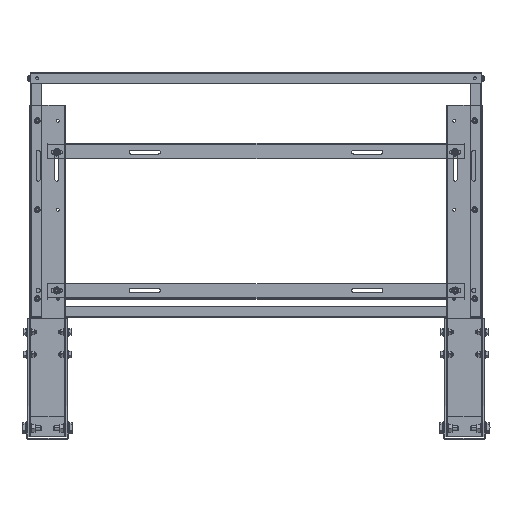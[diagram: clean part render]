
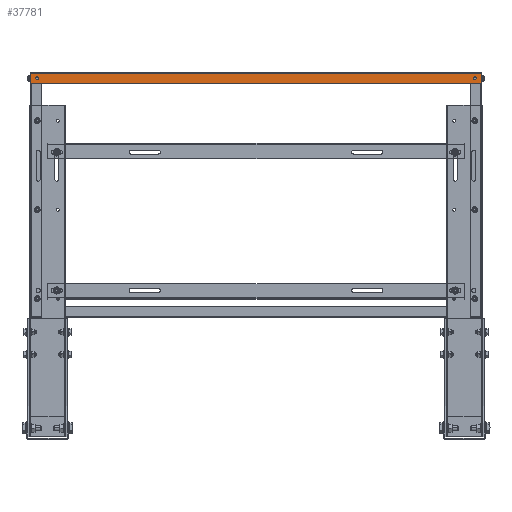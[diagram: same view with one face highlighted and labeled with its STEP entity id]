
A CAD part, front view. The second image highlights one B-rep face of the part: STEP entity #37781.
In plain terms, the highlighted planar face has unit normal (0, -1, 0).
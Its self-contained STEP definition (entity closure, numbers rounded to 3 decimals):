
#458 = CARTESIAN_POINT ( 'NONE',  ( 491.5, -350., -16.25 ) ) ;
#1218 = VERTEX_POINT ( 'NONE', #2071 ) ;
#1241 = VERTEX_POINT ( 'NONE', #15414 ) ;
#2071 = CARTESIAN_POINT ( 'NONE',  ( 507.5, -350., -2.182 ) ) ;
#2647 = ORIENTED_EDGE ( 'NONE', *, *, #67753, .T. ) ;
#2670 = CIRCLE ( 'NONE', #62711, 1.6 ) ;
#2794 = DIRECTION ( 'NONE',  ( 0., -1., 0. ) ) ;
#6295 = VERTEX_POINT ( 'NONE', #14495 ) ;
#7396 = CARTESIAN_POINT ( 'NONE',  ( -491.5, -350., -9.75 ) ) ;
#7893 = AXIS2_PLACEMENT_3D ( 'NONE', #73342, #79205, #34945 ) ;
#8759 = VERTEX_POINT ( 'NONE', #458 ) ;
#10205 = ORIENTED_EDGE ( 'NONE', *, *, #30426, .T. ) ;
#10287 = DIRECTION ( 'NONE',  ( -1., 0., 0. ) ) ;
#11098 = DIRECTION ( 'NONE',  ( 0., 1., 0. ) ) ;
#11446 = EDGE_CURVE ( 'NONE', #33168, #8759, #17274, .T. ) ;
#11482 = ORIENTED_EDGE ( 'NONE', *, *, #56643, .F. ) ;
#11929 = EDGE_CURVE ( 'NONE', #6295, #33981, #54077, .T. ) ;
#12229 = LINE ( 'NONE', #44816, #66489 ) ;
#12983 = ORIENTED_EDGE ( 'NONE', *, *, #41153, .F. ) ;
#14495 = CARTESIAN_POINT ( 'NONE',  ( 505.439, -350., -2. ) ) ;
#15173 = DIRECTION ( 'NONE',  ( -1., 0., 0. ) ) ;
#15414 = CARTESIAN_POINT ( 'NONE',  ( -507.5, -350., -2.182 ) ) ;
#15986 = DIRECTION ( 'NONE',  ( 0., -1., 0. ) ) ;
#16835 = CARTESIAN_POINT ( 'NONE',  ( 0., -350., -2. ) ) ;
#17274 = CIRCLE ( 'NONE', #7893, 3.25 ) ;
#18090 = AXIS2_PLACEMENT_3D ( 'NONE', #37835, #11098, #68734 ) ;
#19164 = ORIENTED_EDGE ( 'NONE', *, *, #27996, .T. ) ;
#21476 = CARTESIAN_POINT ( 'NONE',  ( -507.5, -350., -25. ) ) ;
#22942 = CARTESIAN_POINT ( 'NONE',  ( -491.5, -350., -13. ) ) ;
#23879 = AXIS2_PLACEMENT_3D ( 'NONE', #53348, #2794, #60434 ) ;
#23899 = CARTESIAN_POINT ( 'NONE',  ( -491.5, -350., -16.25 ) ) ;
#23959 = VECTOR ( 'NONE', #28585, 1000. ) ;
#24040 = DIRECTION ( 'NONE',  ( 0., 0., -1. ) ) ;
#25057 = VERTEX_POINT ( 'NONE', #65936 ) ;
#26050 = VECTOR ( 'NONE', #50954, 1000. ) ;
#27764 = VERTEX_POINT ( 'NONE', #7396 ) ;
#27996 = EDGE_CURVE ( 'NONE', #8759, #33168, #75437, .T. ) ;
#28585 = DIRECTION ( 'NONE',  ( 1., 0., 0. ) ) ;
#28713 = CARTESIAN_POINT ( 'NONE',  ( -505.5, -350., -25. ) ) ;
#29323 = EDGE_LOOP ( 'NONE', ( #65860, #19164 ) ) ;
#29623 = DIRECTION ( 'NONE',  ( 0., 1., 0. ) ) ;
#30034 = DIRECTION ( 'NONE',  ( 0., 0., 1. ) ) ;
#30426 = EDGE_CURVE ( 'NONE', #27764, #49469, #44793, .T. ) ;
#33168 = VERTEX_POINT ( 'NONE', #54423 ) ;
#33746 = CARTESIAN_POINT ( 'NONE',  ( 507.5, -350., -25. ) ) ;
#33981 = VERTEX_POINT ( 'NONE', #72154 ) ;
#34669 = DIRECTION ( 'NONE',  ( 0., 1., 0. ) ) ;
#34945 = DIRECTION ( 'NONE',  ( 0., 0., -1. ) ) ;
#34972 = CARTESIAN_POINT ( 'NONE',  ( -505.531, -350., -2. ) ) ;
#35643 = CARTESIAN_POINT ( 'NONE',  ( -507.5, -350., -2. ) ) ;
#37387 = PLANE ( 'NONE',  #74663 ) ;
#37781 = ADVANCED_FACE ( 'NONE', ( #75393, #81238, #43249 ), #37387, .T. ) ;
#37835 = CARTESIAN_POINT ( 'NONE',  ( 491.5, -350., -13. ) ) ;
#38000 = VERTEX_POINT ( 'NONE', #21476 ) ;
#38545 = DIRECTION ( 'NONE',  ( 0., 0., -1. ) ) ;
#40000 = DIRECTION ( 'NONE',  ( -1., 0., 0. ) ) ;
#40399 = ORIENTED_EDGE ( 'NONE', *, *, #57215, .F. ) ;
#41068 = ORIENTED_EDGE ( 'NONE', *, *, #67002, .T. ) ;
#41153 = EDGE_CURVE ( 'NONE', #1241, #47615, #2670, .T. ) ;
#42459 = CIRCLE ( 'NONE', #59621, 3.25 ) ;
#43249 = FACE_BOUND ( 'NONE', #29323, .T. ) ;
#44793 = CIRCLE ( 'NONE', #66111, 3.25 ) ;
#44816 = CARTESIAN_POINT ( 'NONE',  ( 507.5, -350., -2. ) ) ;
#47609 = EDGE_CURVE ( 'NONE', #62044, #38000, #79228, .T. ) ;
#47615 = VERTEX_POINT ( 'NONE', #34972 ) ;
#49469 = VERTEX_POINT ( 'NONE', #23899 ) ;
#49866 = ORIENTED_EDGE ( 'NONE', *, *, #63485, .T. ) ;
#50954 = DIRECTION ( 'NONE',  ( 0., 0., -1. ) ) ;
#52778 = CARTESIAN_POINT ( 'NONE',  ( -506.631, -350., -0.838 ) ) ;
#53348 = CARTESIAN_POINT ( 'NONE',  ( 506.631, -350., -0.838 ) ) ;
#53617 = LINE ( 'NONE', #16835, #71694 ) ;
#54077 = LINE ( 'NONE', #54482, #23959 ) ;
#54423 = CARTESIAN_POINT ( 'NONE',  ( 491.5, -350., -9.75 ) ) ;
#54482 = CARTESIAN_POINT ( 'NONE',  ( 505.439, -350., -2. ) ) ;
#55412 = LINE ( 'NONE', #81677, #81207 ) ;
#56248 = ORIENTED_EDGE ( 'NONE', *, *, #11929, .F. ) ;
#56643 = EDGE_CURVE ( 'NONE', #1218, #62044, #12229, .T. ) ;
#57215 = EDGE_CURVE ( 'NONE', #33981, #1218, #71847, .T. ) ;
#57423 = EDGE_CURVE ( 'NONE', #25057, #47615, #55412, .T. ) ;
#59327 = DIRECTION ( 'NONE',  ( 0., 0., 1. ) ) ;
#59621 = AXIS2_PLACEMENT_3D ( 'NONE', #22942, #29623, #30034 ) ;
#60434 = DIRECTION ( 'NONE',  ( 0., 0., -1. ) ) ;
#62044 = VERTEX_POINT ( 'NONE', #33746 ) ;
#62634 = LINE ( 'NONE', #35643, #26050 ) ;
#62711 = AXIS2_PLACEMENT_3D ( 'NONE', #52778, #15986, #66525 ) ;
#63485 = EDGE_CURVE ( 'NONE', #1241, #38000, #62634, .T. ) ;
#63724 = EDGE_LOOP ( 'NONE', ( #10205, #41068 ) ) ;
#65610 = VECTOR ( 'NONE', #40000, 1000. ) ;
#65860 = ORIENTED_EDGE ( 'NONE', *, *, #11446, .T. ) ;
#65936 = CARTESIAN_POINT ( 'NONE',  ( -505.439, -350., -2. ) ) ;
#66111 = AXIS2_PLACEMENT_3D ( 'NONE', #78923, #34669, #59327 ) ;
#66489 = VECTOR ( 'NONE', #38545, 1000. ) ;
#66525 = DIRECTION ( 'NONE',  ( -1., 0., 0. ) ) ;
#67002 = EDGE_CURVE ( 'NONE', #49469, #27764, #42459, .T. ) ;
#67753 = EDGE_CURVE ( 'NONE', #6295, #25057, #53617, .T. ) ;
#68363 = EDGE_LOOP ( 'NONE', ( #12983, #49866, #68909, #11482, #40399, #56248, #2647, #80026 ) ) ;
#68714 = DIRECTION ( 'NONE',  ( 0., -1., 0. ) ) ;
#68734 = DIRECTION ( 'NONE',  ( 0., 0., -1. ) ) ;
#68909 = ORIENTED_EDGE ( 'NONE', *, *, #47609, .F. ) ;
#71694 = VECTOR ( 'NONE', #15173, 1000. ) ;
#71847 = CIRCLE ( 'NONE', #23879, 1.6 ) ;
#72154 = CARTESIAN_POINT ( 'NONE',  ( 505.531, -350., -2. ) ) ;
#73342 = CARTESIAN_POINT ( 'NONE',  ( 491.5, -350., -13. ) ) ;
#73756 = CARTESIAN_POINT ( 'NONE',  ( 0., -350., 0. ) ) ;
#74663 = AXIS2_PLACEMENT_3D ( 'NONE', #73756, #68714, #24040 ) ;
#75393 = FACE_OUTER_BOUND ( 'NONE', #68363, .T. ) ;
#75437 = CIRCLE ( 'NONE', #18090, 3.25 ) ;
#78923 = CARTESIAN_POINT ( 'NONE',  ( -491.5, -350., -13. ) ) ;
#79205 = DIRECTION ( 'NONE',  ( 0., 1., 0. ) ) ;
#79228 = LINE ( 'NONE', #28713, #65610 ) ;
#80026 = ORIENTED_EDGE ( 'NONE', *, *, #57423, .T. ) ;
#81207 = VECTOR ( 'NONE', #10287, 1000. ) ;
#81238 = FACE_BOUND ( 'NONE', #63724, .T. ) ;
#81677 = CARTESIAN_POINT ( 'NONE',  ( -505.439, -350., -2. ) ) ;
